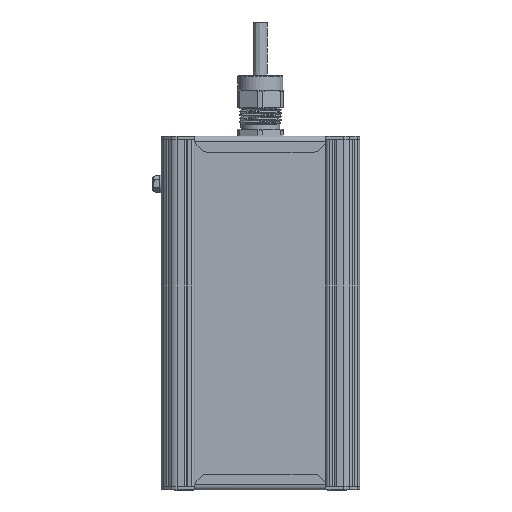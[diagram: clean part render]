
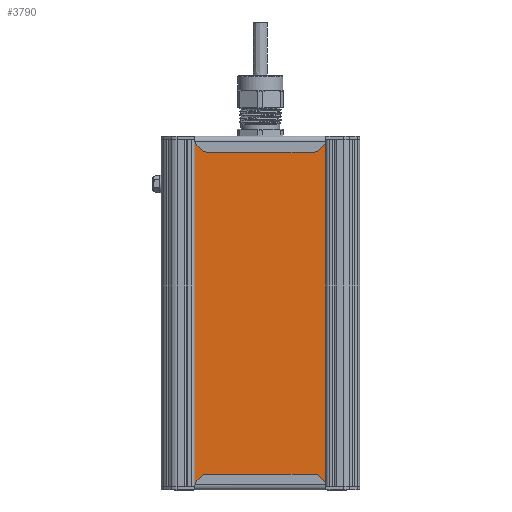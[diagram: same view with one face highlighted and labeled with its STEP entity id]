
A CAD part, front view. The second image highlights one B-rep face of the part: STEP entity #3790.
In plain terms, the highlighted face is planar.
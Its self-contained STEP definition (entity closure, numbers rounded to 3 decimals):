
#3790=ADVANCED_FACE('',(#10569),#10571,.T.);
#10569=FACE_BOUND('',#10570,.T.);
#10570=EDGE_LOOP('',(#38736,#38737,#38738,#38739));
#10571=PLANE('',#10572);
#10572=AXIS2_PLACEMENT_3D('',#10573,#10574,#10575);
#10573=CARTESIAN_POINT('',(120.465,593.492,117.308));
#10574=DIRECTION('',(0.,0.,-1.));
#10575=DIRECTION('',(0.,1.,0.));
#38736=ORIENTED_EDGE('',*,*,#45092,.T.);
#38737=ORIENTED_EDGE('',*,*,#45091,.F.);
#38738=ORIENTED_EDGE('',*,*,#45093,.T.);
#38739=ORIENTED_EDGE('',*,*,#45094,.T.);
#45091=EDGE_CURVE('',#49343,#49341,#49345,.T.);
#45092=EDGE_CURVE('',#49346,#49341,#49347,.T.);
#45093=EDGE_CURVE('',#49343,#49348,#49349,.T.);
#45094=EDGE_CURVE('',#49348,#49346,#49350,.T.);
#49341=VERTEX_POINT('',#61280);
#49343=VERTEX_POINT('',#61284);
#49345=LINE('',#61288,#61289);
#49346=VERTEX_POINT('',#61291);
#49347=LINE('',#61292,#61293);
#49348=VERTEX_POINT('',#61295);
#49349=LINE('',#61296,#61297);
#49350=LINE('',#61299,#61300);
#61280=CARTESIAN_POINT('',(316.465,593.492,117.308));
#61284=CARTESIAN_POINT('',(120.465,593.492,117.308));
#61288=CARTESIAN_POINT('',(120.465,593.492,117.308));
#61289=VECTOR('',#61290,1.);
#61290=DIRECTION('',(1.,0.,0.));
#61291=CARTESIAN_POINT('',(316.465,679.838,117.308));
#61292=CARTESIAN_POINT('',(316.465,679.838,117.308));
#61293=VECTOR('',#61294,1.);
#61294=DIRECTION('',(0.,-1.,0.));
#61295=CARTESIAN_POINT('',(120.465,679.838,117.308));
#61296=CARTESIAN_POINT('',(120.465,593.492,117.308));
#61297=VECTOR('',#61298,1.);
#61298=DIRECTION('',(0.,1.,0.));
#61299=CARTESIAN_POINT('',(120.465,679.838,117.308));
#61300=VECTOR('',#61301,1.);
#61301=DIRECTION('',(1.,0.,0.));
